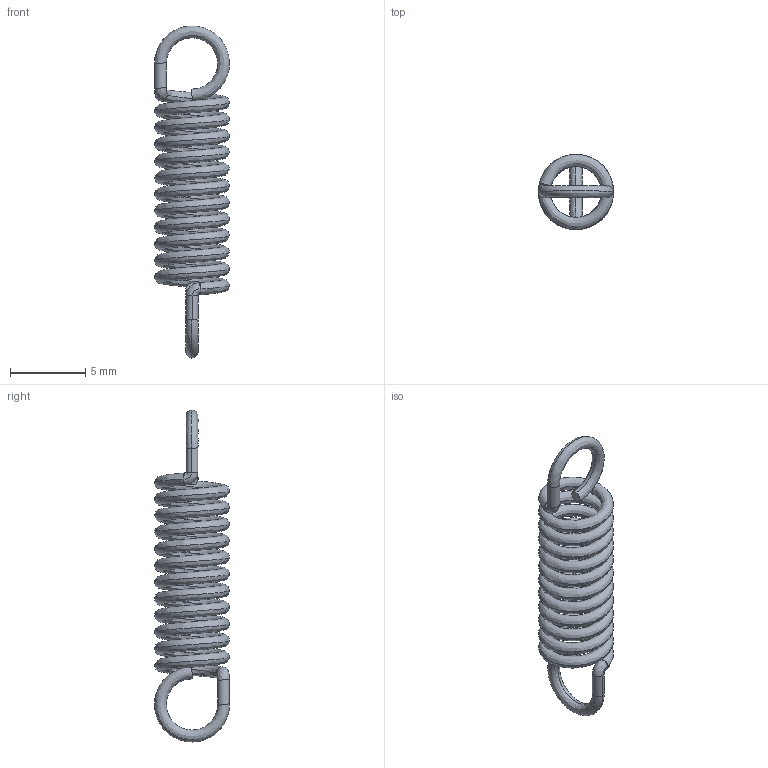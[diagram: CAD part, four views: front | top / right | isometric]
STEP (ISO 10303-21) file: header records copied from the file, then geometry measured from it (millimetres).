
FILE_DESCRIPTION (( 'STEP AP214' ), '1' );
FILE_NAME ('Counter - Ratchet Tensioning Spring.STEP', '2025-07-06T08:34:35', ( '' ), ( '' ), 'SwSTEP 2.0', 'SolidWorks 2025', '' );
FILE_SCHEMA (( 'AUTOMOTIVE_DESIGN' ));
Length unit declared in the file: millimetre
Products named in the file (1): Counter - Ratchet Tensioning Spring
Bounding box: 5 x 5 x 22.11 mm (x, y, z)
Volume: 89.7 mm3; surface area: 450.3 mm2
Topology: 1 solids, 1 shells, 20 faces, 48 edges, 38 vertices
Faces by surface type: bspline 18, plane 2
Entity records: 3080 total; most frequent: CARTESIAN_POINT 2649, DIRECTION 85, ORIENTED_EDGE 80, EDGE_CURVE 40, AXIS2_PLACEMENT_3D 36, CIRCLE 33, VERTEX_POINT 22, FACE_OUTER_BOUND 20
